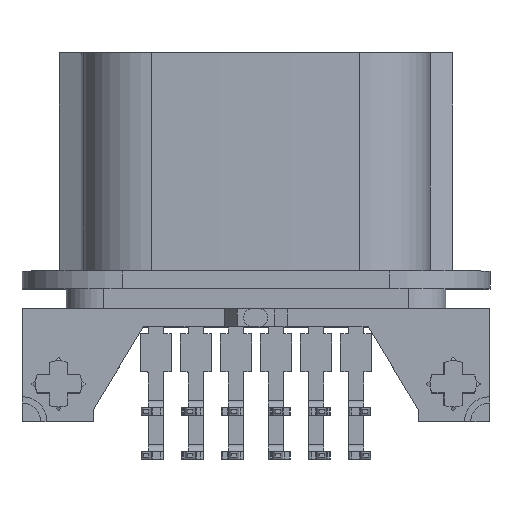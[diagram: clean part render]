
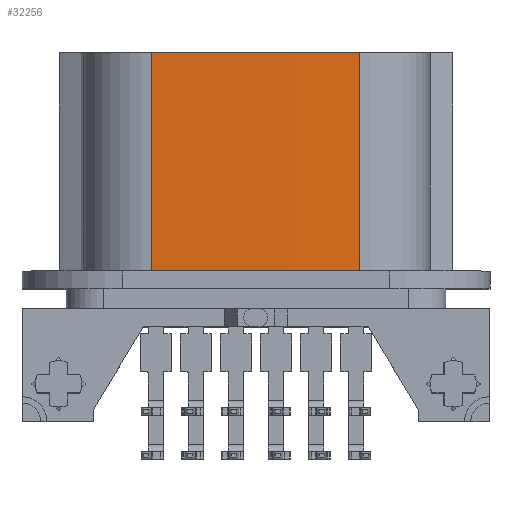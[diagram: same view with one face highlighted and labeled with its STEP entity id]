
A CAD part, top view. The second image highlights one B-rep face of the part: STEP entity #32256.
In plain terms, the highlighted cylindrical face has radius 203.68 mm (diameter 407.36 mm), a partial arc.
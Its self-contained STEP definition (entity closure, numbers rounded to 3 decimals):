
#364=CARTESIAN_POINT('',(1.6,-29.537,-193.814));
#365=DIRECTION('',(0.,-1.,0.));
#366=DIRECTION('',(0.041,0.,0.999));
#367=AXIS2_PLACEMENT_3D('',#364,#365,#366);
#478=CARTESIAN_POINT('',(1.6,-46.969,-193.814));
#479=DIRECTION('',(0.,1.,0.));
#480=DIRECTION('',(-0.041,0.,0.999));
#481=AXIS2_PLACEMENT_3D('',#478,#479,#480);
#10403=DIRECTION('',(0.,-1.,0.));
#10404=VECTOR('',#10403,17.433);
#10405=CARTESIAN_POINT('',(-6.705,-29.537,
9.697));
#10406=LINE('',#10405,#10404);
#10407=DIRECTION('',(0.,1.,0.));
#10408=VECTOR('',#10407,17.433);
#10409=CARTESIAN_POINT('',(9.905,-46.969,
9.697));
#10410=LINE('',#10409,#10408);
#14173=CARTESIAN_POINT('',(-6.705,-29.537,
9.697));
#14174=VERTEX_POINT('',#14173);
#14175=CARTESIAN_POINT('',(9.905,-29.537,
9.697));
#14176=VERTEX_POINT('',#14175);
#14287=CARTESIAN_POINT('',(-6.705,-46.969,
9.697));
#14288=VERTEX_POINT('',#14287);
#14289=CARTESIAN_POINT('',(9.905,-46.969,
9.697));
#14290=VERTEX_POINT('',#14289);
#32244=CARTESIAN_POINT('',(1.6,-38.253,
-193.814));
#32245=DIRECTION('',(0.,1.,0.));
#32246=DIRECTION('',(-0.043,0.,0.999));
#32247=AXIS2_PLACEMENT_3D('',#32244,#32245,#32246);
#32248=CYLINDRICAL_SURFACE('',#32247,203.68);
#32249=ORIENTED_EDGE('',*,*,#18820,.F.);
#32251=ORIENTED_EDGE('',*,*,#32250,.F.);
#32252=ORIENTED_EDGE('',*,*,#18905,.F.);
#32253=ORIENTED_EDGE('',*,*,#32237,.F.);
#32254=EDGE_LOOP('',(#32249,#32251,#32252,#32253));
#32255=FACE_OUTER_BOUND('',#32254,.F.);
#32256=ADVANCED_FACE('',(#32255),#32248,.T.);
#368=CIRCLE('',#367,203.68);
#482=CIRCLE('',#481,203.68);
#18820=EDGE_CURVE('',#14176,#14174,#368,.T.);
#18905=EDGE_CURVE('',#14288,#14290,#482,.T.);
#32237=EDGE_CURVE('',#14174,#14288,#10406,.T.);
#32250=EDGE_CURVE('',#14290,#14176,#10410,.T.);
